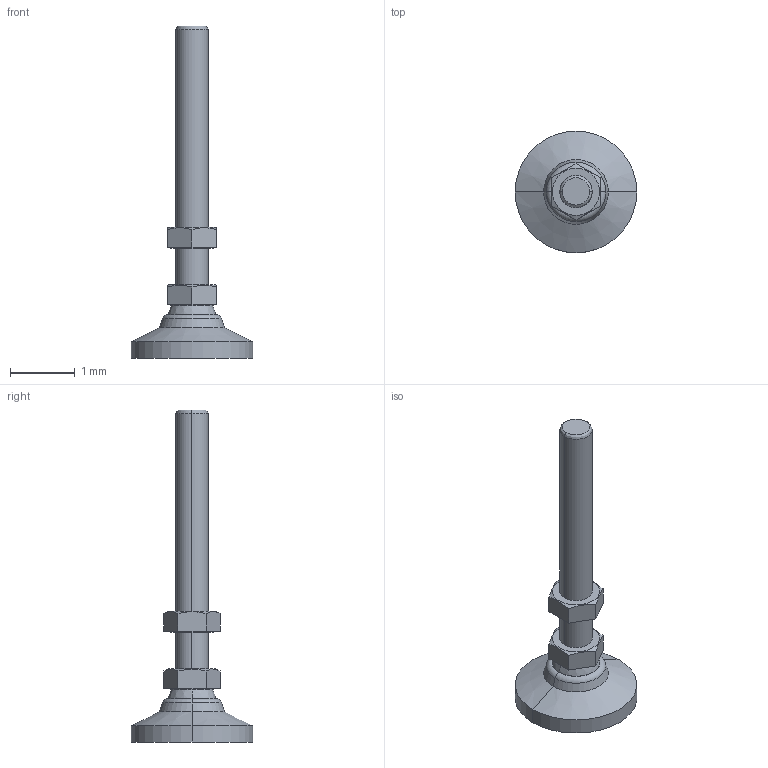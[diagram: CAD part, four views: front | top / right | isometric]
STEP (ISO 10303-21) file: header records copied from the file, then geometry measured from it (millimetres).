
FILE_DESCRIPTION((''),'2;1');
FILE_NAME('13FF8131.stp','2015-07-15T09:04:05',(''),(''),'Mechanical Desktop 2011','Mechanical Desktop 2011',', , ');
FILE_SCHEMA(('CONFIG_CONTROL_DESIGN'));
Length unit declared in the file: millimetre
Products named in the file (1): Product
Bounding box: 1.88 x 1.88 x 5.13 mm (x, y, z)
Volume: 2.3 mm3; surface area: 18.4 mm2
Topology: 3 solids, 3 shells, 48 faces, 107 edges, 69 vertices
Faces by surface type: plane 22, cylinder 12, cone 8, bspline 4, torus 2
Entity records: 1513 total; most frequent: CARTESIAN_POINT 361, DIRECTION 228, ORIENTED_EDGE 214, EDGE_CURVE 107, AXIS2_PLACEMENT_3D 92, VERTEX_POINT 69, EDGE_LOOP 56, FACE_OUTER_BOUND 48
